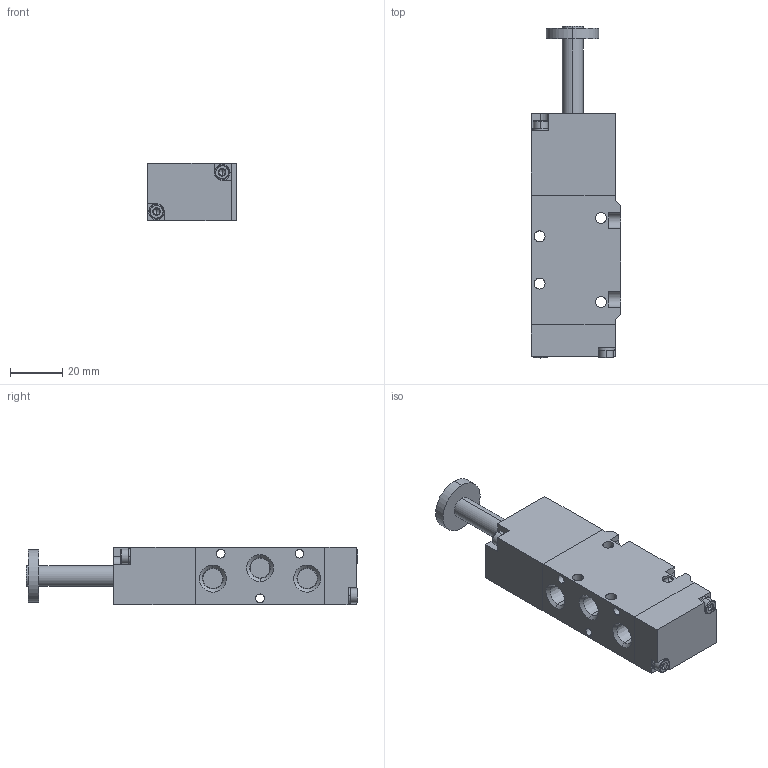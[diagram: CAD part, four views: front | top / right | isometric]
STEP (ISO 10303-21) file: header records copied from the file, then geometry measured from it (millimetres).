
FILE_DESCRIPTION (( 'STEP AP203' ), '1' );
FILE_NAME ('7010021100U.step', '2024-02-07T21:30:36', ( '' ), ( '' ), 'SwSTEP 2.0', 'SolidWorks 2023', '' );
FILE_SCHEMA (( 'CONFIG_CONTROL_DESIGN' ));
Length unit declared in the file: inch
Products named in the file (1): 7010021100U
Bounding box: 34 x 126.6 x 22 mm (x, y, z)
Volume: 65278.2 mm3; surface area: 19950.9 mm2
Topology: 11 solids, 11 shells, 272 faces, 622 edges, 380 vertices
Faces by surface type: plane 125, cylinder 69, cone 54, bspline 24
Entity records: 8435 total; most frequent: CARTESIAN_POINT 2251, DIRECTION 1298, ORIENTED_EDGE 1228, EDGE_CURVE 614, AXIS2_PLACEMENT_3D 491, VERTEX_POINT 380, LINE 316, VECTOR 316
